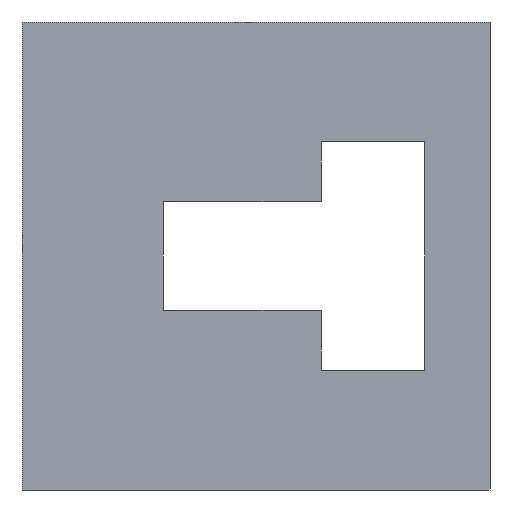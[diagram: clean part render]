
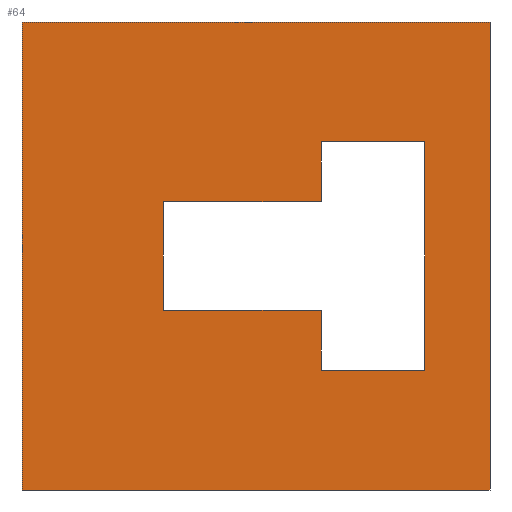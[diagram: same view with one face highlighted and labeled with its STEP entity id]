
A CAD part, front view. The second image highlights one B-rep face of the part: STEP entity #64.
In plain terms, the highlighted planar face has unit normal (0, -1, 0).
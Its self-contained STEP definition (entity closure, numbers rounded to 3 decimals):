
#6 = ORIENTED_EDGE ( 'NONE', *, *, #153, .F. ) ;
#8 = EDGE_LOOP ( 'NONE', ( #35, #141, #66, #65, #6, #111, #154, #63 ) ) ;
#35 = ORIENTED_EDGE ( 'NONE', *, *, #197, .F. ) ;
#63 = ORIENTED_EDGE ( 'NONE', *, *, #165, .F. ) ;
#64 = ADVANCED_FACE ( 'NONE', ( #383, #385 ), #400, .F. ) ;
#65 = ORIENTED_EDGE ( 'NONE', *, *, #198, .F. ) ;
#66 = ORIENTED_EDGE ( 'NONE', *, *, #138, .F. ) ;
#69 = ORIENTED_EDGE ( 'NONE', *, *, #157, .T. ) ;
#70 = VERTEX_POINT ( 'NONE', #540 ) ;
#74 = VERTEX_POINT ( 'NONE', #531 ) ;
#75 = ORIENTED_EDGE ( 'NONE', *, *, #83, .F. ) ;
#76 = EDGE_CURVE ( 'NONE', #110, #166, #401, .T. ) ;
#77 = EDGE_LOOP ( 'NONE', ( #84, #75, #156, #69 ) ) ;
#83 = EDGE_CURVE ( 'NONE', #166, #74, #480, .T. ) ;
#84 = ORIENTED_EDGE ( 'NONE', *, *, #146, .T. ) ;
#85 = VERTEX_POINT ( 'NONE', #429 ) ;
#108 = VERTEX_POINT ( 'NONE', #437 ) ;
#110 = VERTEX_POINT ( 'NONE', #393 ) ;
#111 = ORIENTED_EDGE ( 'NONE', *, *, #155, .F. ) ;
#113 = EDGE_CURVE ( 'NONE', #120, #85, #436, .T. ) ;
#115 = VERTEX_POINT ( 'NONE', #447 ) ;
#120 = VERTEX_POINT ( 'NONE', #496 ) ;
#123 = VERTEX_POINT ( 'NONE', #392 ) ;
#138 = EDGE_CURVE ( 'NONE', #123, #70, #563, .T. ) ;
#139 = VERTEX_POINT ( 'NONE', #558 ) ;
#141 = ORIENTED_EDGE ( 'NONE', *, *, #177, .F. ) ;
#146 = EDGE_CURVE ( 'NONE', #163, #74, #603, .T. ) ;
#153 = EDGE_CURVE ( 'NONE', #108, #139, #600, .T. ) ;
#154 = ORIENTED_EDGE ( 'NONE', *, *, #113, .F. ) ;
#155 = EDGE_CURVE ( 'NONE', #85, #108, #594, .T. ) ;
#156 = ORIENTED_EDGE ( 'NONE', *, *, #76, .F. ) ;
#157 = EDGE_CURVE ( 'NONE', #110, #163, #602, .T. ) ;
#163 = VERTEX_POINT ( 'NONE', #669 ) ;
#165 = EDGE_CURVE ( 'NONE', #196, #120, #589, .T. ) ;
#166 = VERTEX_POINT ( 'NONE', #609 ) ;
#177 = EDGE_CURVE ( 'NONE', #70, #115, #633, .T. ) ;
#196 = VERTEX_POINT ( 'NONE', #647 ) ;
#197 = EDGE_CURVE ( 'NONE', #115, #196, #656, .T. ) ;
#198 = EDGE_CURVE ( 'NONE', #139, #123, #646, .T. ) ;
#383 = FACE_BOUND ( 'NONE', #8, .T. ) ;
#385 = FACE_OUTER_BOUND ( 'NONE', #77, .T. ) ;
#387 = DIRECTION ( 'NONE',  ( -1., 0., 0. ) ) ;
#388 = CARTESIAN_POINT ( 'NONE',  ( 43., 0., 21.5 ) ) ;
#392 = CARTESIAN_POINT ( 'NONE',  ( 37., 0., -10.5 ) ) ;
#393 = CARTESIAN_POINT ( 'NONE',  ( 0., 0., 21.5 ) ) ;
#400 = PLANE ( 'NONE',  #520 ) ;
#401 = LINE ( 'NONE', #388, #422 ) ;
#406 = DIRECTION ( 'NONE',  ( 1., 0., 0. ) ) ;
#409 = DIRECTION ( 'NONE',  ( 0., 0., -1. ) ) ;
#410 = VECTOR ( 'NONE', #409, 1000. ) ;
#411 = CARTESIAN_POINT ( 'NONE',  ( 43., 0., 21.5 ) ) ;
#422 = VECTOR ( 'NONE', #406, 1000. ) ;
#429 = CARTESIAN_POINT ( 'NONE',  ( 13., 0., -5. ) ) ;
#436 = LINE ( 'NONE', #446, #445 ) ;
#437 = CARTESIAN_POINT ( 'NONE',  ( 27.5, 0., -5. ) ) ;
#444 = DIRECTION ( 'NONE',  ( 0., 0., -1. ) ) ;
#445 = VECTOR ( 'NONE', #444, 1000. ) ;
#446 = CARTESIAN_POINT ( 'NONE',  ( 13., 0., -5. ) ) ;
#447 = CARTESIAN_POINT ( 'NONE',  ( 27.5, 0., 10.5 ) ) ;
#480 = LINE ( 'NONE', #411, #410 ) ;
#482 = DIRECTION ( 'NONE',  ( 0., 1., 0. ) ) ;
#483 = CARTESIAN_POINT ( 'NONE',  ( 43., 0., 21.5 ) ) ;
#496 = CARTESIAN_POINT ( 'NONE',  ( 13., 0., 5. ) ) ;
#520 = AXIS2_PLACEMENT_3D ( 'NONE', #483, #482, #387 ) ;
#531 = CARTESIAN_POINT ( 'NONE',  ( 43., 0., -21.5 ) ) ;
#540 = CARTESIAN_POINT ( 'NONE',  ( 37., 0., 10.5 ) ) ;
#555 = DIRECTION ( 'NONE',  ( 0., 0., 1. ) ) ;
#556 = VECTOR ( 'NONE', #555, 1000. ) ;
#557 = CARTESIAN_POINT ( 'NONE',  ( 37., 0., 10.5 ) ) ;
#558 = CARTESIAN_POINT ( 'NONE',  ( 27.5, 0., -10.5 ) ) ;
#563 = LINE ( 'NONE', #557, #556 ) ;
#586 = DIRECTION ( 'NONE',  ( 0., 0., -1. ) ) ;
#587 = VECTOR ( 'NONE', #586, 1000. ) ;
#589 = LINE ( 'NONE', #608, #607 ) ;
#591 = DIRECTION ( 'NONE',  ( 1., 0., 0. ) ) ;
#592 = VECTOR ( 'NONE', #591, 1000. ) ;
#593 = CARTESIAN_POINT ( 'NONE',  ( 27.5, 0., -5. ) ) ;
#594 = LINE ( 'NONE', #593, #592 ) ;
#595 = CARTESIAN_POINT ( 'NONE',  ( 27.5, 0., -10.5 ) ) ;
#599 = VECTOR ( 'NONE', #670, 1000. ) ;
#600 = LINE ( 'NONE', #595, #599 ) ;
#601 = CARTESIAN_POINT ( 'NONE',  ( 0., 0., 21.5 ) ) ;
#602 = LINE ( 'NONE', #601, #587 ) ;
#603 = LINE ( 'NONE', #624, #623 ) ;
#607 = VECTOR ( 'NONE', #642, 1000. ) ;
#608 = CARTESIAN_POINT ( 'NONE',  ( 13., 0., 5. ) ) ;
#609 = CARTESIAN_POINT ( 'NONE',  ( 43., 0., 21.5 ) ) ;
#612 = DIRECTION ( 'NONE',  ( 1., 0., 0. ) ) ;
#613 = VECTOR ( 'NONE', #612, 1000. ) ;
#614 = CARTESIAN_POINT ( 'NONE',  ( 37., 0., -10.5 ) ) ;
#616 = DIRECTION ( 'NONE',  ( 0., 0., -1. ) ) ;
#617 = VECTOR ( 'NONE', #616, 1000. ) ;
#618 = CARTESIAN_POINT ( 'NONE',  ( 27.5, 0., 5. ) ) ;
#622 = DIRECTION ( 'NONE',  ( 1., 0., 0. ) ) ;
#623 = VECTOR ( 'NONE', #622, 1000. ) ;
#624 = CARTESIAN_POINT ( 'NONE',  ( 43., 0., -21.5 ) ) ;
#629 = DIRECTION ( 'NONE',  ( -1., 0., 0. ) ) ;
#630 = VECTOR ( 'NONE', #629, 1000. ) ;
#631 = CARTESIAN_POINT ( 'NONE',  ( 27.5, 0., 10.5 ) ) ;
#633 = LINE ( 'NONE', #631, #630 ) ;
#642 = DIRECTION ( 'NONE',  ( -1., 0., 0. ) ) ;
#646 = LINE ( 'NONE', #614, #613 ) ;
#647 = CARTESIAN_POINT ( 'NONE',  ( 27.5, 0., 5. ) ) ;
#656 = LINE ( 'NONE', #618, #617 ) ;
#669 = CARTESIAN_POINT ( 'NONE',  ( 0., 0., -21.5 ) ) ;
#670 = DIRECTION ( 'NONE',  ( 0., 0., -1. ) ) ;
